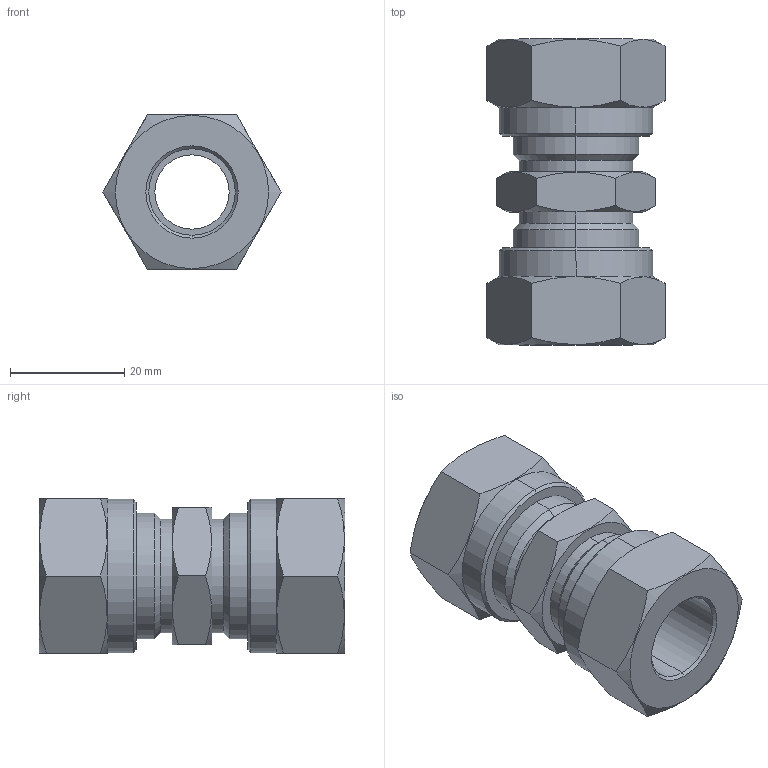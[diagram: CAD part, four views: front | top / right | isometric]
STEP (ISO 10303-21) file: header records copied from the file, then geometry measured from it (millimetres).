
FILE_DESCRIPTION (( 'STEP AP203' ), '1' );
FILE_NAME ('03040080.STEP', '2011-10-28T14:35:59', ( '' ), ( 'sopra-pneumatic' ), 'SwSTEP 2.0', 'SolidWorks 2011', '' );
FILE_SCHEMA (( 'CONFIG_CONTROL_DESIGN' ));
Length unit declared in the file: millimetre
Products named in the file (1): 03040080
Bounding box: 31.18 x 53.52 x 27 mm (x, y, z)
Volume: 19666.7 mm3; surface area: 8607.1 mm2
Topology: 1 solids, 1 shells, 68 faces, 160 edges, 100 vertices
Faces by surface type: plane 26, cone 24, cylinder 18
Entity records: 2345 total; most frequent: CARTESIAN_POINT 753, ORIENTED_EDGE 320, DIRECTION 302, EDGE_CURVE 160, AXIS2_PLACEMENT_3D 121, VERTEX_POINT 100, EDGE_LOOP 76, FACE_OUTER_BOUND 68
